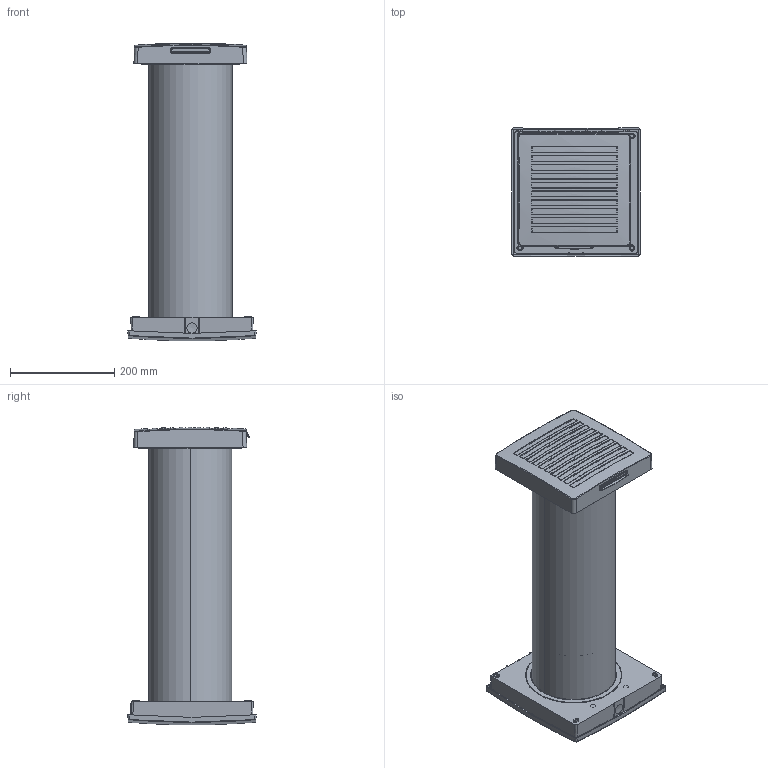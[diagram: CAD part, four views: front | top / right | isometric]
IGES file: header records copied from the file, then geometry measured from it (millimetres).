
Start section: Elysium IGES Interface
Global section: file name: 59H3D-Daten-Planer-PP-45.igs; native system: PTC Creo Elements/Direct Modeling 19.0C  15-Aug-2015; preprocessor: Creo Element/Direct IGES_3D V2.2; author: Unknown; organization: Unknown; date: 20170220.131556; units: millimetre
Bounding box: 246.08 x 246.07 x 571.98 mm (x, y, z)
Volume: 9238187.2 mm3; surface area: 1015904.5 mm2
Topology: 4 solids, 6 shells, 1617 faces, 4371 edges, 2806 vertices
Faces by surface type: bspline 1617
